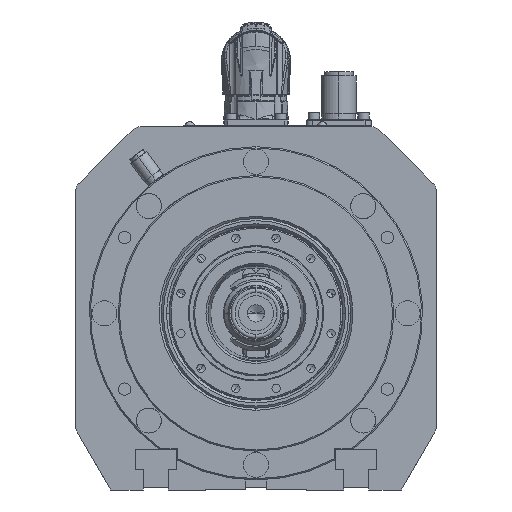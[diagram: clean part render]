
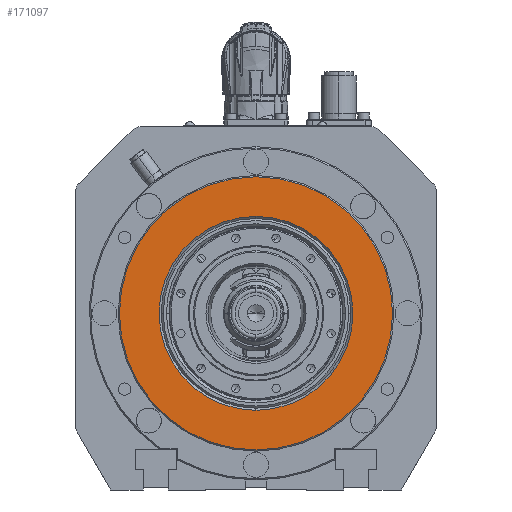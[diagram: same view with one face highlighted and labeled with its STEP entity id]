
A CAD part, left-side view. The second image highlights one B-rep face of the part: STEP entity #171097.
In plain terms, the highlighted planar face has unit normal (-1, 0, 0).
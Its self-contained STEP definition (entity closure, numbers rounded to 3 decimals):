
#171061=CARTESIAN_POINT('',(-112.,31.489,39.133));
#171062=DIRECTION('',(1.,-0.,-0.));
#171063=DIRECTION('',(-0.,-1.,-0.));
#171064=AXIS2_PLACEMENT_3D('',#171061,#171062,#171063);
#171065=PLANE('',#171064);
#171066=CARTESIAN_POINT('',(-112.,-0.,-38.688));
#171067=VERTEX_POINT('',#171066);
#171068=CARTESIAN_POINT('',(-112.,-0.,38.688));
#171069=VERTEX_POINT('',#171068);
#171070=CARTESIAN_POINT('',(-112.,-0.,-0.));
#171071=DIRECTION('',(1.,0.,0.));
#171072=DIRECTION('',(0.,0.,-1.));
#171073=AXIS2_PLACEMENT_3D('',#171070,#171071,#171072);
#171074=CIRCLE('',#171073,38.688);
#171075=EDGE_CURVE('',#171067,#171069,#171074,.T.);
#171076=ORIENTED_EDGE('',*,*,#171075,.T.);
#171077=CARTESIAN_POINT('',(-112.,-0.,-0.));
#171078=DIRECTION('',(1.,0.,0.));
#171079=DIRECTION('',(0.,0.,-1.));
#171080=AXIS2_PLACEMENT_3D('',#171077,#171078,#171079);
#171081=CIRCLE('',#171080,38.688);
#171082=EDGE_CURVE('',#171069,#171067,#171081,.T.);
#171083=ORIENTED_EDGE('',*,*,#171082,.T.);
#171084=EDGE_LOOP('',(#171076,#171083));
#171085=FACE_BOUND('',#171084,.T.);
#171086=CARTESIAN_POINT('',(-112.,-0.,-54.5));
#171087=VERTEX_POINT('',#171086);
#171088=CARTESIAN_POINT('',(-112.,-0.,-0.));
#171089=DIRECTION('',(-1.,0.,-0.));
#171090=DIRECTION('',(0.,0.,-1.));
#171091=AXIS2_PLACEMENT_3D('',#171088,#171089,#171090);
#171092=CIRCLE('',#171091,54.5);
#171093=EDGE_CURVE('',#171087,#171087,#171092,.T.);
#171094=ORIENTED_EDGE('',*,*,#171093,.T.);
#171095=EDGE_LOOP('',(#171094));
#171096=FACE_BOUND('',#171095,.T.);
#171097=ADVANCED_FACE('',(#171085,#171096),#171065,.F.);
